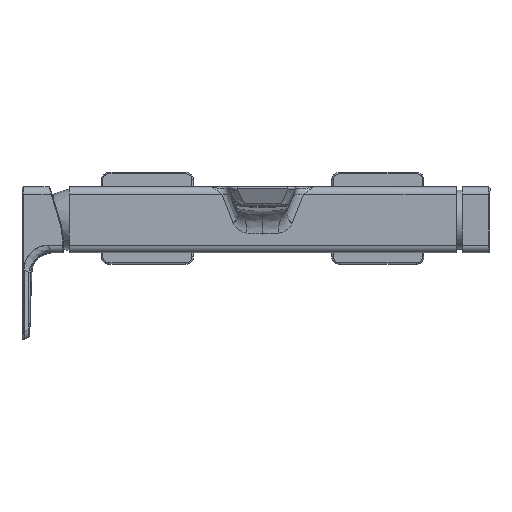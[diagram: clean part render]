
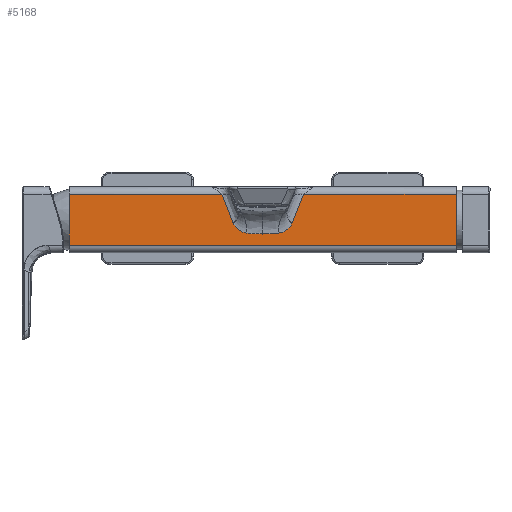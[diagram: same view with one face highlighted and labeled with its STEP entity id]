
A CAD part, front view. The second image highlights one B-rep face of the part: STEP entity #5168.
In plain terms, the highlighted planar face has unit normal (0, -1, 0).
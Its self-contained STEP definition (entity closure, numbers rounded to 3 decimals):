
#113=ELLIPSE('',#5818,1387.056,357.657);
#345=B_SPLINE_CURVE_WITH_KNOTS('',3,(#15971,#15972,#15973,#15974,#15975,
#15976,#15977,#15978,#15979,#15980,#15981,#15982,#15983),.UNSPECIFIED.,
 .F.,.F.,(4,3,3,3,4),(0.,0.25,0.5,0.75,1.),.UNSPECIFIED.);
#346=B_SPLINE_CURVE_WITH_KNOTS('',3,(#15985,#15986,#15987,#15988,#15989,
#15990,#15991,#15992,#15993,#15994,#15995,#15996,#15997),.UNSPECIFIED.,
 .F.,.F.,(4,3,3,3,4),(0.,0.114,0.511,0.906,
1.),.UNSPECIFIED.);
#347=B_SPLINE_CURVE_WITH_KNOTS('',3,(#16001,#16002,#16003,#16004,#16005,
#16006,#16007,#16008,#16009,#16010,#16011,#16012,#16013),.UNSPECIFIED.,
 .F.,.F.,(4,3,3,3,4),(0.,0.25,0.5,0.75,1.),.UNSPECIFIED.);
#1040=FACE_OUTER_BOUND('',#1382,.T.);
#1382=EDGE_LOOP('',(#4451,#4452,#4453,#4454,#4455,#4456,#4457,#4458,#4459,
#4460,#4461));
#1721=LINE('',#15949,#2030);
#1725=LINE('',#15967,#2034);
#1726=LINE('',#15969,#2035);
#1727=LINE('',#16015,#2036);
#1728=LINE('',#16017,#2037);
#1729=LINE('',#16019,#2038);
#1730=LINE('',#16020,#2039);
#2030=VECTOR('',#7079,33.);
#2034=VECTOR('',#7095,99.43);
#2035=VECTOR('',#7096,19.7);
#2036=VECTOR('',#7099,19.7);
#2037=VECTOR('',#7100,99.43);
#2038=VECTOR('',#7101,33.);
#2039=VECTOR('',#7102,252.);
#2429=VERTEX_POINT('',#15947);
#2430=VERTEX_POINT('',#15948);
#2438=VERTEX_POINT('',#15966);
#2439=VERTEX_POINT('',#15968);
#2440=VERTEX_POINT('',#15970);
#2441=VERTEX_POINT('',#15984);
#2442=VERTEX_POINT('',#15998);
#2443=VERTEX_POINT('',#16000);
#2444=VERTEX_POINT('',#16014);
#2445=VERTEX_POINT('',#16016);
#2446=VERTEX_POINT('',#16018);
#3114=EDGE_CURVE('',#2429,#2430,#1721,.T.);
#3123=EDGE_CURVE('',#2438,#2429,#1725,.T.);
#3124=EDGE_CURVE('',#2438,#2439,#1726,.T.);
#3125=EDGE_CURVE('',#2439,#2440,#345,.T.);
#3126=EDGE_CURVE('',#2440,#2441,#346,.T.);
#3127=EDGE_CURVE('',#2441,#2442,#113,.T.);
#3128=EDGE_CURVE('',#2442,#2443,#347,.T.);
#3129=EDGE_CURVE('',#2443,#2444,#1727,.T.);
#3130=EDGE_CURVE('',#2444,#2445,#1728,.T.);
#3131=EDGE_CURVE('',#2445,#2446,#1729,.T.);
#3132=EDGE_CURVE('',#2446,#2430,#1730,.T.);
#4451=ORIENTED_EDGE('',*,*,#3123,.F.);
#4452=ORIENTED_EDGE('',*,*,#3124,.T.);
#4453=ORIENTED_EDGE('',*,*,#3125,.T.);
#4454=ORIENTED_EDGE('',*,*,#3126,.T.);
#4455=ORIENTED_EDGE('',*,*,#3127,.T.);
#4456=ORIENTED_EDGE('',*,*,#3128,.T.);
#4457=ORIENTED_EDGE('',*,*,#3129,.T.);
#4458=ORIENTED_EDGE('',*,*,#3130,.T.);
#4459=ORIENTED_EDGE('',*,*,#3131,.T.);
#4460=ORIENTED_EDGE('',*,*,#3132,.T.);
#4461=ORIENTED_EDGE('',*,*,#3114,.F.);
#4902=PLANE('',#5817);
#5168=ADVANCED_FACE('',(#1040),#4902,.T.);
#5817=AXIS2_PLACEMENT_3D('',#15965,#7093,#7094);
#5818=AXIS2_PLACEMENT_3D('',#15999,#7097,#7098);
#7079=DIRECTION('',(0.,0.,-1.));
#7093=DIRECTION('center_axis',(0.,-1.,0.));
#7094=DIRECTION('ref_axis',(0.,0.,
-1.));
#7095=DIRECTION('',(1.,0.,0.));
#7096=DIRECTION('',(-0.369,0.,-0.929));
#7097=DIRECTION('center_axis',(0.,1.,0.));
#7098=DIRECTION('ref_axis',(0.029,0.,1.));
#7099=DIRECTION('',(-0.369,0.,0.929));
#7100=DIRECTION('',(-1.,0.,0.));
#7101=DIRECTION('',(0.,0.,-1.));
#7102=DIRECTION('',(1.,0.,0.));
#15947=CARTESIAN_POINT('',(126.,-21.399,16.392));
#15948=CARTESIAN_POINT('',(126.,-21.399,-16.608));
#15949=CARTESIAN_POINT('',(126.,-21.399,16.392));
#15965=CARTESIAN_POINT('Origin',(0.,-21.399,
-0.108));
#15966=CARTESIAN_POINT('',(26.57,-21.399,16.392));
#15967=CARTESIAN_POINT('',(26.57,-21.399,16.392));
#15968=CARTESIAN_POINT('',(19.297,-21.399,-1.916));
#15969=CARTESIAN_POINT('',(26.57,-21.399,16.392));
#15970=CARTESIAN_POINT('',(10.3,-21.399,-8.785));
#15971=CARTESIAN_POINT('Ctrl Pts',(19.297,-21.399,-1.916));
#15972=CARTESIAN_POINT('Ctrl Pts',(18.931,-21.399,-2.837));
#15973=CARTESIAN_POINT('Ctrl Pts',(18.44,-21.399,-3.708));
#15974=CARTESIAN_POINT('Ctrl Pts',(17.842,-21.399,-4.498));
#15975=CARTESIAN_POINT('Ctrl Pts',(17.243,-21.399,-5.287));
#15976=CARTESIAN_POINT('Ctrl Pts',(16.538,-21.399,-5.996));
#15977=CARTESIAN_POINT('Ctrl Pts',(15.75,-21.399,-6.597));
#15978=CARTESIAN_POINT('Ctrl Pts',(14.963,-21.399,-7.198));
#15979=CARTESIAN_POINT('Ctrl Pts',(14.093,-21.399,-7.692));
#15980=CARTESIAN_POINT('Ctrl Pts',(13.174,-21.399,-8.061));
#15981=CARTESIAN_POINT('Ctrl Pts',(12.255,-21.399,-8.431));
#15982=CARTESIAN_POINT('Ctrl Pts',(11.285,-21.399,-8.675));
#15983=CARTESIAN_POINT('Ctrl Pts',(10.3,-21.399,-8.785));
#15984=CARTESIAN_POINT('',(0.,-21.399,-9.362));
#15985=CARTESIAN_POINT('Ctrl Pts',(10.3,-21.399,-8.785));
#15986=CARTESIAN_POINT('Ctrl Pts',(9.912,-21.399,-8.829));
#15987=CARTESIAN_POINT('Ctrl Pts',(9.523,-21.399,-8.87));
#15988=CARTESIAN_POINT('Ctrl Pts',(9.135,-21.399,-8.908));
#15989=CARTESIAN_POINT('Ctrl Pts',(7.775,-21.399,-9.044));
#15990=CARTESIAN_POINT('Ctrl Pts',(6.413,-21.399,-9.149));
#15991=CARTESIAN_POINT('Ctrl Pts',(5.048,-21.399,-9.223));
#15992=CARTESIAN_POINT('Ctrl Pts',(3.692,-21.399,-9.298));
#15993=CARTESIAN_POINT('Ctrl Pts',(2.333,-21.399,-9.342));
#15994=CARTESIAN_POINT('Ctrl Pts',(0.973,-21.399,
-9.356));
#15995=CARTESIAN_POINT('Ctrl Pts',(0.649,-21.399,
-9.36));
#15996=CARTESIAN_POINT('Ctrl Pts',(0.324,-21.399,
-9.362));
#15997=CARTESIAN_POINT('Ctrl Pts',(0.,-21.399,
-9.362));
#15998=CARTESIAN_POINT('',(-10.3,-21.399,-8.785));
#15999=CARTESIAN_POINT('Origin',(38.075,-21.399,1377.134));
#16000=CARTESIAN_POINT('',(-19.297,-21.399,-1.916));
#16001=CARTESIAN_POINT('Ctrl Pts',(-10.3,-21.399,
-8.785));
#16002=CARTESIAN_POINT('Ctrl Pts',(-11.285,-21.399,
-8.675));
#16003=CARTESIAN_POINT('Ctrl Pts',(-12.255,-21.399,
-8.431));
#16004=CARTESIAN_POINT('Ctrl Pts',(-13.174,-21.399,
-8.061));
#16005=CARTESIAN_POINT('Ctrl Pts',(-14.093,-21.399,
-7.692));
#16006=CARTESIAN_POINT('Ctrl Pts',(-14.963,-21.399,
-7.198));
#16007=CARTESIAN_POINT('Ctrl Pts',(-15.75,-21.399,
-6.597));
#16008=CARTESIAN_POINT('Ctrl Pts',(-16.538,-21.399,-5.996));
#16009=CARTESIAN_POINT('Ctrl Pts',(-17.243,-21.399,-5.287));
#16010=CARTESIAN_POINT('Ctrl Pts',(-17.842,-21.399,-4.498));
#16011=CARTESIAN_POINT('Ctrl Pts',(-18.44,-21.399,-3.708));
#16012=CARTESIAN_POINT('Ctrl Pts',(-18.931,-21.399,-2.837));
#16013=CARTESIAN_POINT('Ctrl Pts',(-19.297,-21.399,-1.916));
#16014=CARTESIAN_POINT('',(-26.57,-21.399,16.392));
#16015=CARTESIAN_POINT('',(-19.297,-21.399,-1.916));
#16016=CARTESIAN_POINT('',(-126.,-21.399,16.392));
#16017=CARTESIAN_POINT('',(-26.57,-21.399,16.392));
#16018=CARTESIAN_POINT('',(-126.,-21.399,-16.608));
#16019=CARTESIAN_POINT('',(-126.,-21.399,16.392));
#16020=CARTESIAN_POINT('',(-126.,-21.399,-16.608));
